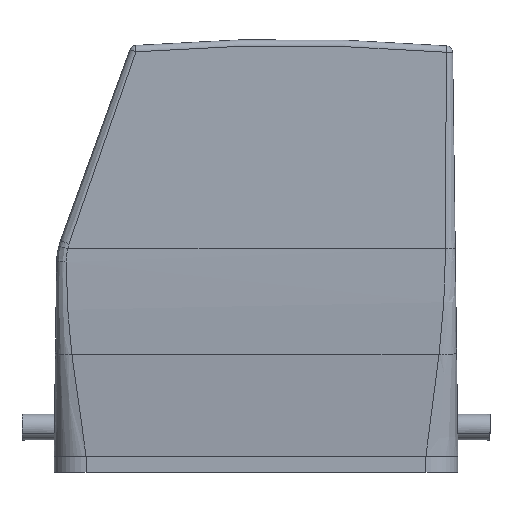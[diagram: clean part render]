
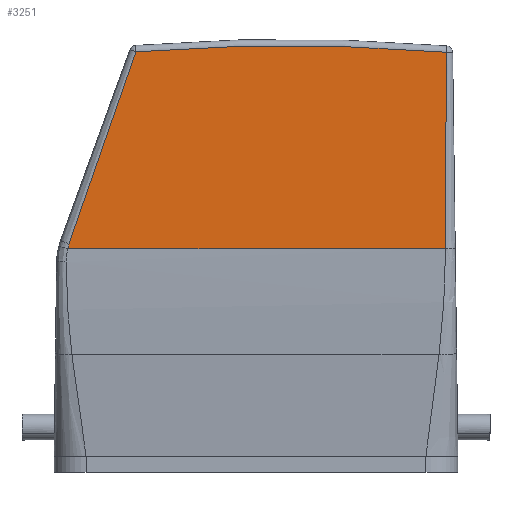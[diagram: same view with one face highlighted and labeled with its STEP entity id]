
A CAD part, left-side view. The second image highlights one B-rep face of the part: STEP entity #3251.
In plain terms, the highlighted planar face has unit normal (-1, 0, 0).
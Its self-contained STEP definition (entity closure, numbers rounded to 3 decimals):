
#3211=AXIS2_PLACEMENT_3D('Plane Axis2P3D',#3208,#3209,#3210) ;
#3241=AXIS2_PLACEMENT_3D('Circle Axis2P3D',#3239,#3240,$) ;
#2235=CARTESIAN_POINT('Vertex',(0.,6.923,34.864)) ;
#2261=CARTESIAN_POINT('Line Origine',(0.,35.892,34.864)) ;
#2265=CARTESIAN_POINT('Vertex',(0.,65.876,34.864)) ;
#2822=CARTESIAN_POINT('Vertex',(0.,6.831,65.481)) ;
#2826=CARTESIAN_POINT('Control Point',(0.,6.831,65.481)) ;
#2827=CARTESIAN_POINT('Control Point',(0.,6.823,64.301)) ;
#2828=CARTESIAN_POINT('Control Point',(0.,6.817,63.13)) ;
#2829=CARTESIAN_POINT('Control Point',(0.,6.812,61.959)) ;
#2830=CARTESIAN_POINT('Control Point',(0.,6.802,59.281)) ;
#2831=CARTESIAN_POINT('Control Point',(0.,6.799,56.603)) ;
#2832=CARTESIAN_POINT('Control Point',(0.,6.799,55.121)) ;
#2833=CARTESIAN_POINT('Control Point',(0.,6.802,52.159)) ;
#2834=CARTESIAN_POINT('Control Point',(0.,6.811,49.196)) ;
#2835=CARTESIAN_POINT('Control Point',(0.,6.817,47.715)) ;
#2836=CARTESIAN_POINT('Control Point',(0.,6.83,45.062)) ;
#2837=CARTESIAN_POINT('Control Point',(0.,6.847,42.408)) ;
#2838=CARTESIAN_POINT('Control Point',(0.,6.855,41.236)) ;
#2839=CARTESIAN_POINT('Control Point',(0.,6.869,39.478)) ;
#2840=CARTESIAN_POINT('Control Point',(0.,6.887,37.72)) ;
#2841=CARTESIAN_POINT('Control Point',(0.,6.894,37.134)) ;
#2842=CARTESIAN_POINT('Control Point',(0.,6.903,36.331)) ;
#2843=CARTESIAN_POINT('Control Point',(0.,6.914,35.528)) ;
#2844=CARTESIAN_POINT('Control Point',(0.,6.917,35.308)) ;
#2845=CARTESIAN_POINT('Control Point',(0.,6.92,35.087)) ;
#2846=CARTESIAN_POINT('Control Point',(0.,6.923,34.864)) ;
#3208=CARTESIAN_POINT('Axis2P3D Location',(0.,-2.724,-25.557)) ;
#3214=CARTESIAN_POINT('Control Point',(0.,55.208,65.559)) ;
#3215=CARTESIAN_POINT('Control Point',(0.,55.634,64.368)) ;
#3216=CARTESIAN_POINT('Control Point',(0.,56.058,63.18)) ;
#3217=CARTESIAN_POINT('Control Point',(0.,56.471,62.021)) ;
#3218=CARTESIAN_POINT('Control Point',(0.,58.573,56.106)) ;
#3219=CARTESIAN_POINT('Control Point',(0.,60.647,50.182)) ;
#3220=CARTESIAN_POINT('Control Point',(0.,62.284,45.45)) ;
#3221=CARTESIAN_POINT('Control Point',(0.,63.948,40.644)) ;
#3222=CARTESIAN_POINT('Control Point',(0.,65.587,35.828)) ;
#3223=CARTESIAN_POINT('Control Point',(0.,65.613,35.753)) ;
#3224=CARTESIAN_POINT('Control Point',(0.,65.639,35.678)) ;
#3225=CARTESIAN_POINT('Control Point',(0.,65.664,35.603)) ;
#3226=CARTESIAN_POINT('Vertex',(0.,65.664,35.603)) ;
#3228=CARTESIAN_POINT('Vertex',(0.,55.208,65.559)) ;
#3232=CARTESIAN_POINT('Control Point',(0.,65.664,35.603)) ;
#3233=CARTESIAN_POINT('Control Point',(0.,65.713,35.457)) ;
#3234=CARTESIAN_POINT('Control Point',(0.,65.759,35.31)) ;
#3235=CARTESIAN_POINT('Control Point',(0.,65.801,35.162)) ;
#3236=CARTESIAN_POINT('Control Point',(0.,65.84,35.014)) ;
#3237=CARTESIAN_POINT('Control Point',(0.,65.876,34.864)) ;
#3239=CARTESIAN_POINT('Axis2P3D Location',(0.,31.5,-232.5)) ;
#2262=DIRECTION('Vector Direction',(0.,-1.,0.)) ;
#3209=DIRECTION('Axis2P3D Direction',(-1.,0.,0.)) ;
#3210=DIRECTION('Axis2P3D XDirection',(0.,-0.17,0.985)) ;
#3240=DIRECTION('Axis2P3D Direction',(-1.,0.,0.)) ;
#2263=VECTOR('Line Direction',#2262,1.) ;
#3245=ORIENTED_EDGE('',*,*,#3230,.F.) ;
#3246=ORIENTED_EDGE('',*,*,#3238,.F.) ;
#3247=ORIENTED_EDGE('',*,*,#2267,.T.) ;
#3248=ORIENTED_EDGE('',*,*,#2847,.T.) ;
#3249=ORIENTED_EDGE('',*,*,#3243,.T.) ;
#3251=ADVANCED_FACE('Hood',(#3250),#3212,.T.) ;
#2825=B_SPLINE_CURVE_WITH_KNOTS('',5,(#2826,#2827,#2828,#2829,#2830,#2831,#2832,#2833,#2834,#2835,#2836,#2837,#2838,#2839,#2840,#2841,#2842,#2843,#2844,#2845,#2846),.UNSPECIFIED.,.F.,.U.,(6,3,3,3,3,3,6),(23.733,29.705,37.097,44.488,50.338,53.262,54.347),.UNSPECIFIED.) ;
#3213=B_SPLINE_CURVE_WITH_KNOTS('',5,(#3214,#3215,#3216,#3217,#3218,#3219,#3220,#3221,#3222,#3223,#3224,#3225),.UNSPECIFIED.,.F.,.U.,(6,3,3,6),(0.,8.984,44.352,44.914),.UNSPECIFIED.) ;
#3231=B_SPLINE_CURVE_WITH_KNOTS('',5,(#3232,#3233,#3234,#3235,#3236,#3237),.UNSPECIFIED.,.F.,.U.,(6,6),(0.,1.086),.UNSPECIFIED.) ;
#3242=CIRCLE('generated circle',#3241,299.) ;
#2267=EDGE_CURVE('',#2266,#2236,#2264,.T.) ;
#2847=EDGE_CURVE('',#2236,#2823,#2825,.F.) ;
#3230=EDGE_CURVE('',#3227,#3229,#3213,.F.) ;
#3238=EDGE_CURVE('',#2266,#3227,#3231,.F.) ;
#3243=EDGE_CURVE('',#2823,#3229,#3242,.T.) ;
#3244=EDGE_LOOP('',(#3245,#3246,#3247,#3248,#3249)) ;
#3250=FACE_OUTER_BOUND('',#3244,.T.) ;
#2264=LINE('Line',#2261,#2263) ;
#3212=PLANE('',#3211) ;
#2236=VERTEX_POINT('',#2235) ;
#2266=VERTEX_POINT('',#2265) ;
#2823=VERTEX_POINT('',#2822) ;
#3227=VERTEX_POINT('',#3226) ;
#3229=VERTEX_POINT('',#3228) ;
